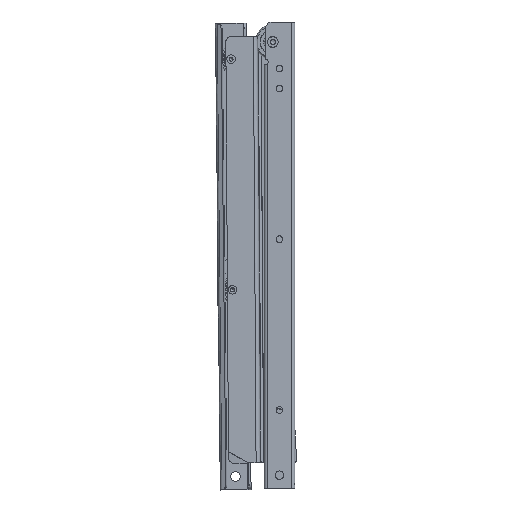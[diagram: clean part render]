
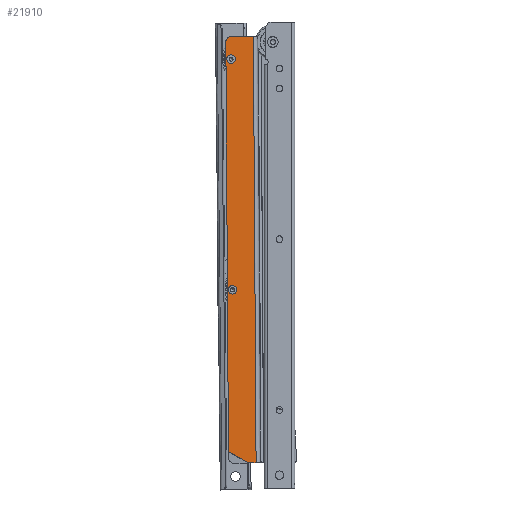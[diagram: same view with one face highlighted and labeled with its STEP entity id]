
A CAD part, left-side view. The second image highlights one B-rep face of the part: STEP entity #21910.
In plain terms, the highlighted planar face has unit normal (-1, 0, 0).
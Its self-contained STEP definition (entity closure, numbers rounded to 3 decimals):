
#29 = ORIENTED_EDGE ( 'NONE', *, *, #22026, .T. ) ;
#336 = DIRECTION ( 'NONE',  ( 0., -1., 0. ) ) ;
#1360 = CARTESIAN_POINT ( 'NONE',  ( -7.5, 1.225, -320. ) ) ;
#3169 = DIRECTION ( 'NONE',  ( 0., -1., 0. ) ) ;
#5355 = AXIS2_PLACEMENT_3D ( 'NONE', #45498, #35204, #56117 ) ;
#7123 = ORIENTED_EDGE ( 'NONE', *, *, #40715, .T. ) ;
#7383 = ORIENTED_EDGE ( 'NONE', *, *, #31235, .T. ) ;
#7721 = VERTEX_POINT ( 'NONE', #19673 ) ;
#7887 = DIRECTION ( 'NONE',  ( 0., -1., 0. ) ) ;
#8017 = CARTESIAN_POINT ( 'NONE',  ( -7.5, 21.9, -320. ) ) ;
#8122 = ORIENTED_EDGE ( 'NONE', *, *, #54078, .T. ) ;
#9627 = LINE ( 'NONE', #41314, #50857 ) ;
#9649 = VECTOR ( 'NONE', #40313, 1000. ) ;
#10001 = DIRECTION ( 'NONE',  ( 1., 0., 0. ) ) ;
#10030 = EDGE_CURVE ( 'NONE', #62309, #7721, #12423, .T. ) ;
#10367 = VERTEX_POINT ( 'NONE', #18523 ) ;
#11757 = DIRECTION ( 'NONE',  ( 0., 0., 1. ) ) ;
#12051 = VERTEX_POINT ( 'NONE', #59411 ) ;
#12423 = LINE ( 'NONE', #54040, #61457 ) ;
#12643 = AXIS2_PLACEMENT_3D ( 'NONE', #13315, #18512, #61418 ) ;
#13127 = LINE ( 'NONE', #60560, #9649 ) ;
#13315 = CARTESIAN_POINT ( 'NONE',  ( -7.5, 18.1, -190. ) ) ;
#15008 = VERTEX_POINT ( 'NONE', #50236 ) ;
#15873 = CARTESIAN_POINT ( 'NONE',  ( -7.5, 18.1, -190. ) ) ;
#17509 = VERTEX_POINT ( 'NONE', #50653 ) ;
#18512 = DIRECTION ( 'NONE',  ( 1., 0., 0. ) ) ;
#18523 = CARTESIAN_POINT ( 'NONE',  ( -7.5, 18.1, -193.2 ) ) ;
#19673 = CARTESIAN_POINT ( 'NONE',  ( -7.5, 1.225, 0. ) ) ;
#20029 = DIRECTION ( 'NONE',  ( 0., 0., 1. ) ) ;
#20753 = CIRCLE ( 'NONE', #63503, 4. ) ;
#21910 = ADVANCED_FACE ( 'NONE', ( #65399, #29343, #59259 ), #23181, .T. ) ;
#22026 = EDGE_CURVE ( 'NONE', #12051, #15008, #36184, .T. ) ;
#22056 = CARTESIAN_POINT ( 'NONE',  ( -7.5, 17.9, -4. ) ) ;
#23181 = PLANE ( 'NONE',  #46009 ) ;
#24159 = ORIENTED_EDGE ( 'NONE', *, *, #61967, .F. ) ;
#24499 = LINE ( 'NONE', #56098, #56647 ) ;
#27172 = EDGE_LOOP ( 'NONE', ( #7123, #8122 ) ) ;
#28558 = DIRECTION ( 'NONE',  ( -1., 0., 0. ) ) ;
#29343 = FACE_BOUND ( 'NONE', #63709, .T. ) ;
#30473 = VERTEX_POINT ( 'NONE', #32596 ) ;
#31235 = EDGE_CURVE ( 'NONE', #55238, #52947, #20753, .T. ) ;
#32596 = CARTESIAN_POINT ( 'NONE',  ( -7.5, 18.1, -186.8 ) ) ;
#33173 = DIRECTION ( 'NONE',  ( -1., 0., 0. ) ) ;
#33294 = ORIENTED_EDGE ( 'NONE', *, *, #10030, .T. ) ;
#33685 = LINE ( 'NONE', #45369, #64467 ) ;
#34100 = ORIENTED_EDGE ( 'NONE', *, *, #36964, .F. ) ;
#35204 = DIRECTION ( 'NONE',  ( 1., 0., 0. ) ) ;
#36184 = CIRCLE ( 'NONE', #5355, 3.2 ) ;
#36213 = AXIS2_PLACEMENT_3D ( 'NONE', #15873, #10001, #336 ) ;
#36964 = EDGE_CURVE ( 'NONE', #17509, #52947, #9627, .T. ) ;
#40313 = DIRECTION ( 'NONE',  ( 0., 0.866, 0.5 ) ) ;
#40715 = EDGE_CURVE ( 'NONE', #30473, #10367, #65351, .T. ) ;
#40887 = EDGE_CURVE ( 'NONE', #15008, #12051, #61999, .T. ) ;
#41224 = AXIS2_PLACEMENT_3D ( 'NONE', #63107, #41890, #52116 ) ;
#41303 = EDGE_CURVE ( 'NONE', #55238, #7721, #24499, .T. ) ;
#41314 = CARTESIAN_POINT ( 'NONE',  ( -7.5, 21.9, -320. ) ) ;
#41769 = EDGE_LOOP ( 'NONE', ( #24159, #57606, #33294, #52379, #7383, #34100 ) ) ;
#41890 = DIRECTION ( 'NONE',  ( 1., 0., 0. ) ) ;
#42352 = VERTEX_POINT ( 'NONE', #49191 ) ;
#42644 = CIRCLE ( 'NONE', #36213, 3.2 ) ;
#43832 = ORIENTED_EDGE ( 'NONE', *, *, #40887, .T. ) ;
#45369 = CARTESIAN_POINT ( 'NONE',  ( -7.5, 21.9, -320. ) ) ;
#45498 = CARTESIAN_POINT ( 'NONE',  ( -7.5, 18.1, -17. ) ) ;
#46009 = AXIS2_PLACEMENT_3D ( 'NONE', #8017, #33173, #3169 ) ;
#49191 = CARTESIAN_POINT ( 'NONE',  ( -7.5, 6.783, -320. ) ) ;
#50236 = CARTESIAN_POINT ( 'NONE',  ( -7.5, 18.1, -20.2 ) ) ;
#50653 = CARTESIAN_POINT ( 'NONE',  ( -7.5, 21.9, -311.272 ) ) ;
#50857 = VECTOR ( 'NONE', #20029, 1000. ) ;
#52116 = DIRECTION ( 'NONE',  ( 0., -1., 0. ) ) ;
#52379 = ORIENTED_EDGE ( 'NONE', *, *, #41303, .F. ) ;
#52947 = VERTEX_POINT ( 'NONE', #60963 ) ;
#54040 = CARTESIAN_POINT ( 'NONE',  ( -7.5, 1.225, -320. ) ) ;
#54078 = EDGE_CURVE ( 'NONE', #10367, #30473, #42644, .T. ) ;
#55238 = VERTEX_POINT ( 'NONE', #59706 ) ;
#56098 = CARTESIAN_POINT ( 'NONE',  ( -7.5, 21.9, 0. ) ) ;
#56117 = DIRECTION ( 'NONE',  ( 0., -1., 0. ) ) ;
#56647 = VECTOR ( 'NONE', #65379, 1000. ) ;
#57606 = ORIENTED_EDGE ( 'NONE', *, *, #61307, .T. ) ;
#58456 = DIRECTION ( 'NONE',  ( 0., -1., 0. ) ) ;
#59259 = FACE_OUTER_BOUND ( 'NONE', #41769, .T. ) ;
#59411 = CARTESIAN_POINT ( 'NONE',  ( -7.5, 18.1, -13.8 ) ) ;
#59706 = CARTESIAN_POINT ( 'NONE',  ( -7.5, 17.9, 0. ) ) ;
#60560 = CARTESIAN_POINT ( 'NONE',  ( -7.5, 18.121, -313.454 ) ) ;
#60963 = CARTESIAN_POINT ( 'NONE',  ( -7.5, 21.9, -4. ) ) ;
#61307 = EDGE_CURVE ( 'NONE', #42352, #62309, #33685, .T. ) ;
#61418 = DIRECTION ( 'NONE',  ( 0., -1., 0. ) ) ;
#61457 = VECTOR ( 'NONE', #11757, 1000. ) ;
#61967 = EDGE_CURVE ( 'NONE', #42352, #17509, #13127, .T. ) ;
#61999 = CIRCLE ( 'NONE', #41224, 3.2 ) ;
#62309 = VERTEX_POINT ( 'NONE', #1360 ) ;
#63107 = CARTESIAN_POINT ( 'NONE',  ( -7.5, 18.1, -17. ) ) ;
#63503 = AXIS2_PLACEMENT_3D ( 'NONE', #22056, #28558, #58456 ) ;
#63709 = EDGE_LOOP ( 'NONE', ( #29, #43832 ) ) ;
#64467 = VECTOR ( 'NONE', #7887, 1000. ) ;
#65351 = CIRCLE ( 'NONE', #12643, 3.2 ) ;
#65379 = DIRECTION ( 'NONE',  ( 0., -1., 0. ) ) ;
#65399 = FACE_BOUND ( 'NONE', #27172, .T. ) ;
